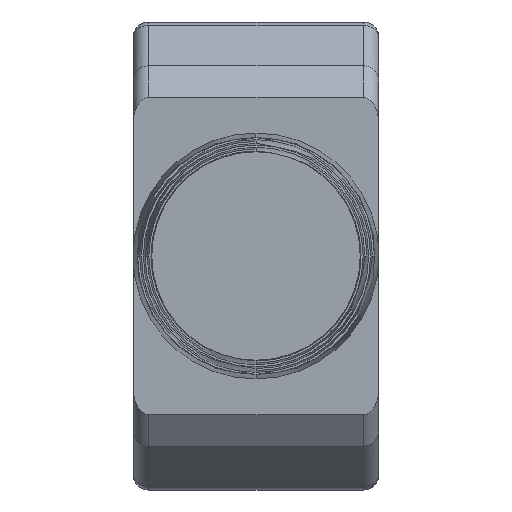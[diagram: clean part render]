
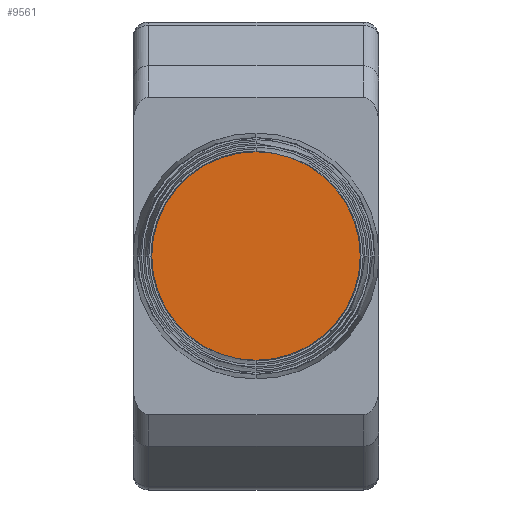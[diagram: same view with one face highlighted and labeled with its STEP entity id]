
A CAD part, front view. The second image highlights one B-rep face of the part: STEP entity #9561.
In plain terms, the highlighted planar face has unit normal (0, -1, 0).
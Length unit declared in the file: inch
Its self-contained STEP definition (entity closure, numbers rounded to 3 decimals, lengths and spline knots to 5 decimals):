
#53 = AXIS2_PLACEMENT_3D ( 'NONE', #1351, #11627, #4817 ) ;
#939 = DIRECTION ( 'NONE',  ( 0., -1., 0. ) ) ;
#1249 = FACE_OUTER_BOUND ( 'NONE', #5519, .T. ) ;
#1268 = EDGE_CURVE ( 'NONE', #2627, #2406, #4257, .T. ) ;
#1351 = CARTESIAN_POINT ( 'NONE',  ( 0.155, -0.13681, -0.295 ) ) ;
#2406 = VERTEX_POINT ( 'NONE', #14334 ) ;
#2627 = VERTEX_POINT ( 'NONE', #13637 ) ;
#2930 = DIRECTION ( 'NONE',  ( 0., -1., 0. ) ) ;
#2946 = AXIS2_PLACEMENT_3D ( 'NONE', #7772, #939, #8920 ) ;
#4257 = CIRCLE ( 'NONE', #7718, 0.13142 ) ;
#4365 = EDGE_CURVE ( 'NONE', #2406, #2627, #12576, .T. ) ;
#4817 = DIRECTION ( 'NONE',  ( 0., 0., -1. ) ) ;
#5519 = EDGE_LOOP ( 'NONE', ( #5685, #10752 ) ) ;
#5685 = ORIENTED_EDGE ( 'NONE', *, *, #4365, .T. ) ;
#7718 = AXIS2_PLACEMENT_3D ( 'NONE', #12076, #2930, #10955 ) ;
#7772 = CARTESIAN_POINT ( 'NONE',  ( 0.155, -0.13681, -0.295 ) ) ;
#8920 = DIRECTION ( 'NONE',  ( 0., 0., -1. ) ) ;
#9561 = ADVANCED_FACE ( 'NONE', ( #1249 ), #13873, .T. ) ;
#10752 = ORIENTED_EDGE ( 'NONE', *, *, #1268, .T. ) ;
#10955 = DIRECTION ( 'NONE',  ( 0., 0., -1. ) ) ;
#11627 = DIRECTION ( 'NONE',  ( 0., -1., 0. ) ) ;
#12076 = CARTESIAN_POINT ( 'NONE',  ( 0.155, -0.13681, -0.295 ) ) ;
#12576 = CIRCLE ( 'NONE', #2946, 0.13142 ) ;
#13637 = CARTESIAN_POINT ( 'NONE',  ( 0.155, -0.13681, -0.16358 ) ) ;
#13873 = PLANE ( 'NONE',  #53 ) ;
#14334 = CARTESIAN_POINT ( 'NONE',  ( 0.155, -0.13681, -0.42642 ) ) ;
